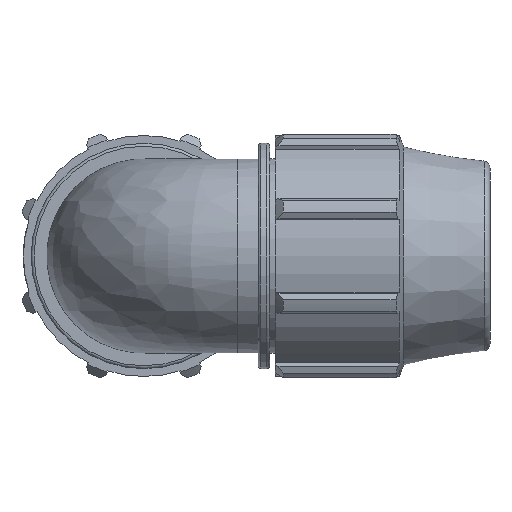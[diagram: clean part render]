
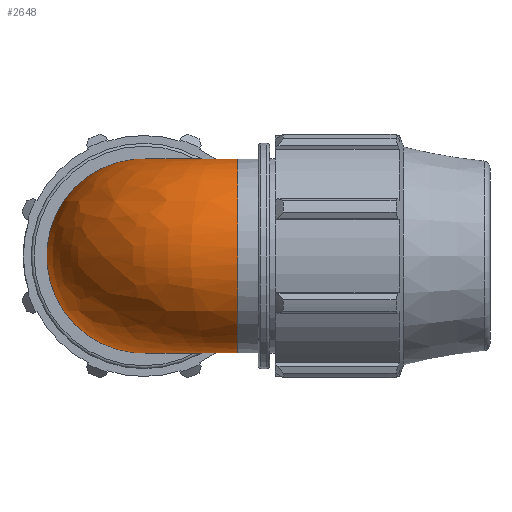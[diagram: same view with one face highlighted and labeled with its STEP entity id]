
A CAD part, front view. The second image highlights one B-rep face of the part: STEP entity #2648.
In plain terms, the highlighted free-form (B-spline) face has degree [2, 2] with [9, 3] control points.
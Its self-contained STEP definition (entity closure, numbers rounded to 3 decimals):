
#526=(
BOUNDED_SURFACE()
B_SPLINE_SURFACE(2,2,((#3919,#3920,#3921),(#3922,#3923,#3924),(#3925,#3926,
#3927),(#3928,#3929,#3930),(#3931,#3932,#3933),(#3934,#3935,#3936),(#3937,
#3938,#3939),(#3940,#3941,#3942),(#3943,#3944,#3945)),.UNSPECIFIED.,.F.,
 .F.,.F.)
B_SPLINE_SURFACE_WITH_KNOTS((3,2,2,2,3),(3,3),(-2.503,-1.252,
0.,1.252,2.503),(-1.571,
0.),.UNSPECIFIED.)
GEOMETRIC_REPRESENTATION_ITEM()
RATIONAL_B_SPLINE_SURFACE(((1.,0.707,1.),(0.81,
0.573,0.81),(1.,0.707,1.),(0.81,
0.573,0.81),(1.,0.707,1.),(0.81,
0.573,0.81),(1.,0.707,1.),(0.81,
0.573,0.81),(1.,0.707,1.)))
REPRESENTATION_ITEM('')
SURFACE()
);
#573=CIRCLE('',#2808,42.375);
#574=CIRCLE('',#2809,42.375);
#762=FACE_OUTER_BOUND('',#915,.T.);
#915=EDGE_LOOP('',(#1753,#1754,#1755,#1756));
#1093=B_SPLINE_CURVE_WITH_KNOTS('',3,(#3853,#3854,#3855,#3856,#3857,#3858,
#3859,#3860,#3861,#3862,#3863,#3864,#3865,#3866),.UNSPECIFIED.,.F.,.F.,
(4,2,2,2,2,2,4),(-0.001,0.,0.229,0.449,
0.781,1.14,1.141),.UNSPECIFIED.);
#1095=B_SPLINE_CURVE_WITH_KNOTS('',3,(#3889,#3890,#3891,#3892,#3893,#3894,
#3895,#3896,#3897,#3898,#3899,#3900,#3901,#3902),.UNSPECIFIED.,.F.,.F.,
(4,2,2,2,2,2,4),(-0.001,0.,0.358,0.691,
0.911,1.14,1.142),.UNSPECIFIED.);
#1098=VERTEX_POINT('',#3850);
#1099=VERTEX_POINT('',#3852);
#1102=VERTEX_POINT('',#3886);
#1103=VERTEX_POINT('',#3888);
#1360=EDGE_CURVE('',#1099,#1098,#1093,.T.);
#1364=EDGE_CURVE('',#1103,#1102,#1095,.T.);
#1372=EDGE_CURVE('',#1103,#1098,#573,.T.);
#1373=EDGE_CURVE('',#1099,#1102,#574,.T.);
#1753=ORIENTED_EDGE('',*,*,#1360,.T.);
#1754=ORIENTED_EDGE('',*,*,#1372,.F.);
#1755=ORIENTED_EDGE('',*,*,#1364,.T.);
#1756=ORIENTED_EDGE('',*,*,#1373,.F.);
#2648=ADVANCED_FACE('',(#762),#526,.F.);
#2808=AXIS2_PLACEMENT_3D('',#3946,#3089,#3090);
#2809=AXIS2_PLACEMENT_3D('',#3947,#3091,#3092);
#3089=DIRECTION('center_axis',(1.,0.,0.));
#3090=DIRECTION('ref_axis',(0.,0.,-1.));
#3091=DIRECTION('center_axis',(0.,1.,0.));
#3092=DIRECTION('ref_axis',(0.,0.,-1.));
#3850=CARTESIAN_POINT('',(41.,33.524,-25.919));
#3852=CARTESIAN_POINT('',(33.524,41.,-25.919));
#3853=CARTESIAN_POINT('Ctrl Pts',(33.524,41.,-25.919));
#3854=CARTESIAN_POINT('Ctrl Pts',(33.525,40.995,-25.918));
#3855=CARTESIAN_POINT('Ctrl Pts',(33.525,40.991,-25.917));
#3856=CARTESIAN_POINT('Ctrl Pts',(33.652,40.251,-25.755));
#3857=CARTESIAN_POINT('Ctrl Pts',(33.865,39.529,-25.619));
#3858=CARTESIAN_POINT('Ctrl Pts',(34.458,38.17,-25.413));
#3859=CARTESIAN_POINT('Ctrl Pts',(34.829,37.538,-25.342));
#3860=CARTESIAN_POINT('Ctrl Pts',(35.945,36.078,-25.249));
#3861=CARTESIAN_POINT('Ctrl Pts',(36.77,35.334,-25.271));
#3862=CARTESIAN_POINT('Ctrl Pts',(38.722,34.134,-25.474));
#3863=CARTESIAN_POINT('Ctrl Pts',(39.835,33.723,-25.664));
#3864=CARTESIAN_POINT('Ctrl Pts',(40.991,33.525,-25.917));
#3865=CARTESIAN_POINT('Ctrl Pts',(40.995,33.525,-25.918));
#3866=CARTESIAN_POINT('Ctrl Pts',(41.,33.524,-25.919));
#3886=CARTESIAN_POINT('',(33.524,41.,25.919));
#3888=CARTESIAN_POINT('',(41.,33.524,25.919));
#3889=CARTESIAN_POINT('Ctrl Pts',(41.,33.524,25.919));
#3890=CARTESIAN_POINT('Ctrl Pts',(40.995,33.525,25.918));
#3891=CARTESIAN_POINT('Ctrl Pts',(40.991,33.525,25.917));
#3892=CARTESIAN_POINT('Ctrl Pts',(39.835,33.723,25.664));
#3893=CARTESIAN_POINT('Ctrl Pts',(38.722,34.134,25.474));
#3894=CARTESIAN_POINT('Ctrl Pts',(36.77,35.334,25.271));
#3895=CARTESIAN_POINT('Ctrl Pts',(35.945,36.078,25.249));
#3896=CARTESIAN_POINT('Ctrl Pts',(34.829,37.538,25.342));
#3897=CARTESIAN_POINT('Ctrl Pts',(34.458,38.17,25.413));
#3898=CARTESIAN_POINT('Ctrl Pts',(33.865,39.529,25.619));
#3899=CARTESIAN_POINT('Ctrl Pts',(33.652,40.251,25.755));
#3900=CARTESIAN_POINT('Ctrl Pts',(33.525,40.991,25.917));
#3901=CARTESIAN_POINT('Ctrl Pts',(33.525,40.995,25.918));
#3902=CARTESIAN_POINT('Ctrl Pts',(33.524,41.,25.919));
#3919=CARTESIAN_POINT('Ctrl Pts',(41.,34.032,25.248));
#3920=CARTESIAN_POINT('Ctrl Pts',(34.032,34.032,25.248));
#3921=CARTESIAN_POINT('Ctrl Pts',(34.032,41.,25.248));
#3922=CARTESIAN_POINT('Ctrl Pts',(41.,15.784,49.844));
#3923=CARTESIAN_POINT('Ctrl Pts',(15.784,15.784,49.844));
#3924=CARTESIAN_POINT('Ctrl Pts',(15.784,41.,49.844));
#3925=CARTESIAN_POINT('Ctrl Pts',(41.,-13.296,40.235));
#3926=CARTESIAN_POINT('Ctrl Pts',(-13.296,-13.296,40.235));
#3927=CARTESIAN_POINT('Ctrl Pts',(-13.296,41.,40.235));
#3928=CARTESIAN_POINT('Ctrl Pts',(41.,-42.375,30.626));
#3929=CARTESIAN_POINT('Ctrl Pts',(-42.375,-42.375,30.626));
#3930=CARTESIAN_POINT('Ctrl Pts',(-42.375,41.,30.626));
#3931=CARTESIAN_POINT('Ctrl Pts',(41.,-42.375,0.));
#3932=CARTESIAN_POINT('Ctrl Pts',(-42.375,-42.375,0.));
#3933=CARTESIAN_POINT('Ctrl Pts',(-42.375,41.,0.));
#3934=CARTESIAN_POINT('Ctrl Pts',(41.,-42.375,-30.626));
#3935=CARTESIAN_POINT('Ctrl Pts',(-42.375,-42.375,-30.626));
#3936=CARTESIAN_POINT('Ctrl Pts',(-42.375,41.,-30.626));
#3937=CARTESIAN_POINT('Ctrl Pts',(41.,-13.296,-40.235));
#3938=CARTESIAN_POINT('Ctrl Pts',(-13.296,-13.296,-40.235));
#3939=CARTESIAN_POINT('Ctrl Pts',(-13.296,41.,-40.235));
#3940=CARTESIAN_POINT('Ctrl Pts',(41.,15.784,-49.844));
#3941=CARTESIAN_POINT('Ctrl Pts',(15.784,15.784,-49.844));
#3942=CARTESIAN_POINT('Ctrl Pts',(15.784,41.,-49.844));
#3943=CARTESIAN_POINT('Ctrl Pts',(41.,34.032,-25.248));
#3944=CARTESIAN_POINT('Ctrl Pts',(34.032,34.032,-25.248));
#3945=CARTESIAN_POINT('Ctrl Pts',(34.032,41.,-25.248));
#3946=CARTESIAN_POINT('Origin',(41.,0.,0.));
#3947=CARTESIAN_POINT('Origin',(0.,41.,0.));
